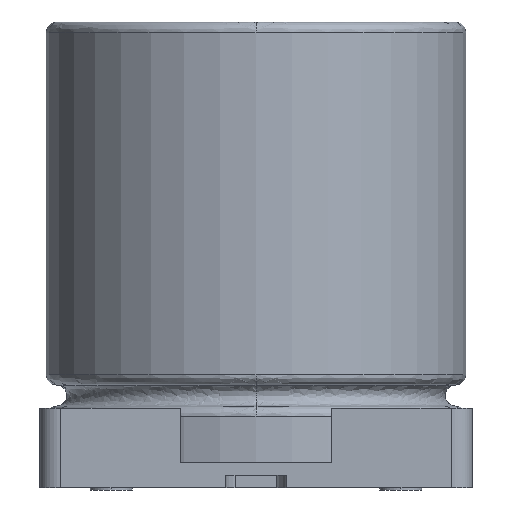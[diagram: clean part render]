
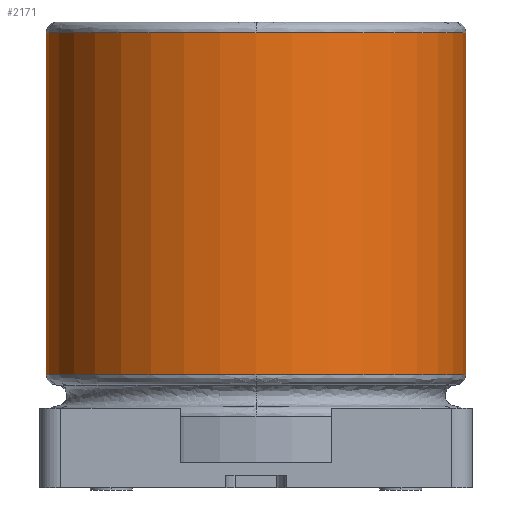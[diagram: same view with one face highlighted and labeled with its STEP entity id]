
A CAD part, left-side view. The second image highlights one B-rep face of the part: STEP entity #2171.
In plain terms, the highlighted cylindrical face has radius 5 mm (diameter 10 mm), a partial arc.
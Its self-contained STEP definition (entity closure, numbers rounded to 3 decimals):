
#91 = AXIS2_PLACEMENT_3D ( 'NONE', #1414, #3481, #1689 ) ;
#119 = AXIS2_PLACEMENT_3D ( 'NONE', #2239, #455, #2533 ) ;
#220 = CARTESIAN_POINT ( 'NONE',  ( 0., 5., 10.85 ) ) ;
#368 = CIRCLE ( 'NONE', #91, 5. ) ;
#378 = AXIS2_PLACEMENT_3D ( 'NONE', #1397, #3465, #1675 ) ;
#442 = ORIENTED_EDGE ( 'NONE', *, *, #918, .T. ) ;
#455 = DIRECTION ( 'NONE',  ( 0., 0., -1. ) ) ;
#475 = CARTESIAN_POINT ( 'NONE',  ( 0., 0., 6.775 ) ) ;
#484 = VECTOR ( 'NONE', #2207, 1000. ) ;
#516 = CARTESIAN_POINT ( 'NONE',  ( 0., 5., 6.775 ) ) ;
#523 = CIRCLE ( 'NONE', #378, 5. ) ;
#592 = AXIS2_PLACEMENT_3D ( 'NONE', #475, #2552, #3762 ) ;
#623 = ORIENTED_EDGE ( 'NONE', *, *, #1441, .T. ) ;
#697 = EDGE_CURVE ( 'NONE', #2553, #3413, #780, .T. ) ;
#718 = VERTEX_POINT ( 'NONE', #3856 ) ;
#726 = VECTOR ( 'NONE', #2486, 1000. ) ;
#780 = CIRCLE ( 'NONE', #119, 5. ) ;
#789 = ORIENTED_EDGE ( 'NONE', *, *, #2589, .F. ) ;
#918 = EDGE_CURVE ( 'NONE', #3413, #2753, #2327, .T. ) ;
#999 = CARTESIAN_POINT ( 'NONE',  ( -5., 0., 10.85 ) ) ;
#1076 = CARTESIAN_POINT ( 'NONE',  ( 0., 0., 10.85 ) ) ;
#1079 = LINE ( 'NONE', #1912, #484 ) ;
#1220 = VERTEX_POINT ( 'NONE', #1317 ) ;
#1317 = CARTESIAN_POINT ( 'NONE',  ( 0., -5., 10.85 ) ) ;
#1333 = EDGE_LOOP ( 'NONE', ( #789, #623, #2185, #442, #2148, #2914 ) ) ;
#1396 = DIRECTION ( 'NONE',  ( 0., 1., 0. ) ) ;
#1397 = CARTESIAN_POINT ( 'NONE',  ( 0., 0., 2.7 ) ) ;
#1414 = CARTESIAN_POINT ( 'NONE',  ( 0., 0., 2.7 ) ) ;
#1441 = EDGE_CURVE ( 'NONE', #1220, #2553, #2782, .T. ) ;
#1675 = DIRECTION ( 'NONE',  ( 0., 1., 0. ) ) ;
#1681 = CARTESIAN_POINT ( 'NONE',  ( 0., 5., 2.7 ) ) ;
#1689 = DIRECTION ( 'NONE',  ( 0., 1., 0. ) ) ;
#1912 = CARTESIAN_POINT ( 'NONE',  ( 0., -5., 6.775 ) ) ;
#2148 = ORIENTED_EDGE ( 'NONE', *, *, #2184, .T. ) ;
#2171 = ADVANCED_FACE ( 'NONE', ( #2379 ), #2800, .T. ) ;
#2184 = EDGE_CURVE ( 'NONE', #2753, #718, #523, .T. ) ;
#2185 = ORIENTED_EDGE ( 'NONE', *, *, #697, .T. ) ;
#2207 = DIRECTION ( 'NONE',  ( 0., 0., -1. ) ) ;
#2239 = CARTESIAN_POINT ( 'NONE',  ( 0., 0., 10.85 ) ) ;
#2327 = LINE ( 'NONE', #516, #726 ) ;
#2378 = EDGE_CURVE ( 'NONE', #718, #3222, #368, .T. ) ;
#2379 = FACE_OUTER_BOUND ( 'NONE', #1333, .T. ) ;
#2486 = DIRECTION ( 'NONE',  ( 0., 0., -1. ) ) ;
#2533 = DIRECTION ( 'NONE',  ( 0., 1., 0. ) ) ;
#2552 = DIRECTION ( 'NONE',  ( 0., 0., -1. ) ) ;
#2553 = VERTEX_POINT ( 'NONE', #999 ) ;
#2589 = EDGE_CURVE ( 'NONE', #1220, #3222, #1079, .T. ) ;
#2725 = CARTESIAN_POINT ( 'NONE',  ( 0., -5., 2.7 ) ) ;
#2753 = VERTEX_POINT ( 'NONE', #1681 ) ;
#2782 = CIRCLE ( 'NONE', #3645, 5. ) ;
#2800 = CYLINDRICAL_SURFACE ( 'NONE', #592, 5. ) ;
#2914 = ORIENTED_EDGE ( 'NONE', *, *, #2378, .T. ) ;
#3161 = DIRECTION ( 'NONE',  ( 0., 0., -1. ) ) ;
#3222 = VERTEX_POINT ( 'NONE', #2725 ) ;
#3413 = VERTEX_POINT ( 'NONE', #220 ) ;
#3465 = DIRECTION ( 'NONE',  ( 0., 0., 1. ) ) ;
#3481 = DIRECTION ( 'NONE',  ( 0., 0., 1. ) ) ;
#3645 = AXIS2_PLACEMENT_3D ( 'NONE', #1076, #3161, #1396 ) ;
#3762 = DIRECTION ( 'NONE',  ( 0., 1., 0. ) ) ;
#3856 = CARTESIAN_POINT ( 'NONE',  ( -5., 0., 2.7 ) ) ;
